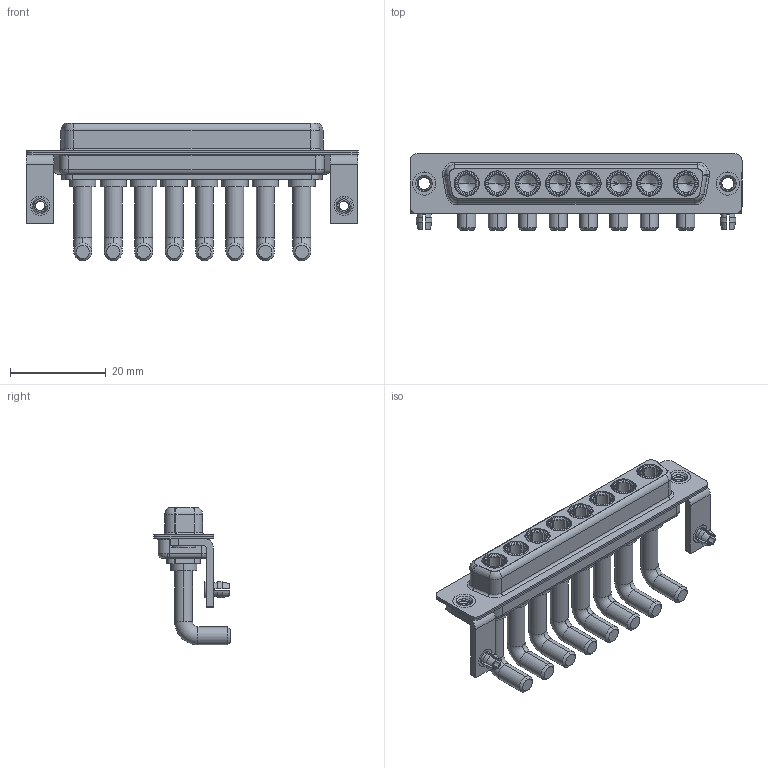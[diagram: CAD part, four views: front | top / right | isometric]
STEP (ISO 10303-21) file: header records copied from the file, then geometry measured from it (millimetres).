
FILE_DESCRIPTION (( 'STEP AP203' ), '1' );
FILE_NAME ('630-8W8-650-4NB.STEP', '2022-06-03T10:02:37', ( '' ), ( '' ), 'SwSTEP 2.0', 'SolidWorks 2020', '' );
FILE_SCHEMA (( 'CONFIG_CONTROL_DESIGN' ));
Length unit declared in the file: millimetre
Products named in the file (8): 630-8W8-650-4NB; 630Combo Shell Rear_37 Contacts; 630Combo Shell Front_37 Contacts; Power Socket_Ext 40A RA; 630Combo Stabilizer Bracket; 630Combo Housing_8W8; 630Combo Threaded Rivet_B; 630Combo Board Lock
Assembly tree (17 placements, depth 2):
  630-8W8-650-4NB
    630Combo Housing_8W8
    630Combo Shell Front_37 Contacts
    630Combo Shell Rear_37 Contacts
    630Combo Threaded Rivet_B  x2
    630Combo Stabilizer Bracket  x2
    630Combo Board Lock  x2
    Power Socket_Ext 40A RA  x8
Bounding box: 69.4 x 16 x 28.8 mm (x, y, z)
Volume: 7187.3 mm3; surface area: 14213.6 mm2
Topology: 25 solids, 25 shells, 1033 faces, 2677 edges, 1717 vertices
Faces by surface type: cylinder 387, plane 367, cone 160, torus 105, bspline 14
Entity records: 15619 total; most frequent: CARTESIAN_POINT 4056, DIRECTION 2330, ORIENTED_EDGE 2124, EDGE_CURVE 1062, AXIS2_PLACEMENT_3D 941, VERTEX_POINT 677, CIRCLE 501, EDGE_LOOP 483
